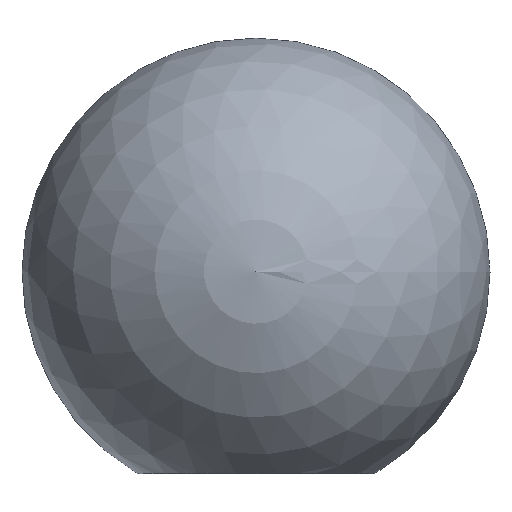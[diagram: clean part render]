
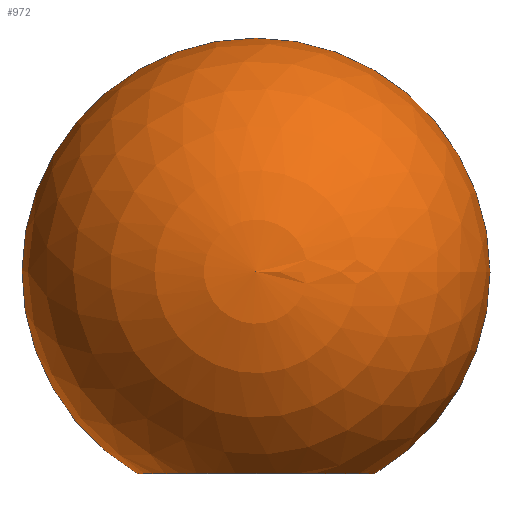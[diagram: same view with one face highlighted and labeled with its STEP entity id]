
A CAD part, top view. The second image highlights one B-rep face of the part: STEP entity #972.
In plain terms, the highlighted spherical face has radius 12.5 mm.
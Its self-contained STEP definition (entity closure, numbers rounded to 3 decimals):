
#384 = CIRCLE ( 'NONE', #9621, 12.5 ) ;
#460 = AXIS2_PLACEMENT_3D ( 'NONE', #12244, #5479, #8364 ) ;
#484 = VERTEX_POINT ( 'NONE', #11404 ) ;
#562 = FACE_OUTER_BOUND ( 'NONE', #6505, .T. ) ;
#972 = ADVANCED_FACE ( 'NONE', ( #562 ), #5655, .T. ) ;
#1412 = EDGE_CURVE ( 'NONE', #484, #12081, #7463, .T. ) ;
#3099 = VERTEX_POINT ( 'NONE', #9069 ) ;
#3409 = EDGE_CURVE ( 'NONE', #3099, #12081, #384, .T. ) ;
#3441 = DIRECTION ( 'NONE',  ( 0., 0., 1. ) ) ;
#3628 = DIRECTION ( 'NONE',  ( 0., 0., -1. ) ) ;
#3856 = DIRECTION ( 'NONE',  ( 1., 0., 0. ) ) ;
#5475 = ORIENTED_EDGE ( 'NONE', *, *, #3409, .T. ) ;
#5479 = DIRECTION ( 'NONE',  ( 0., -1., 0. ) ) ;
#5655 = SPHERICAL_SURFACE ( 'NONE', #11477, 12.5 ) ;
#5808 = ORIENTED_EDGE ( 'NONE', *, *, #10096, .F. ) ;
#5889 = CARTESIAN_POINT ( 'NONE',  ( 0., 0., 0. ) ) ;
#6357 = DIRECTION ( 'NONE',  ( 1., 0., 0. ) ) ;
#6505 = EDGE_LOOP ( 'NONE', ( #5808, #5475, #12025 ) ) ;
#7463 = CIRCLE ( 'NONE', #460, 6.35 ) ;
#8364 = DIRECTION ( 'NONE',  ( 1., 0., 0. ) ) ;
#8385 = DIRECTION ( 'NONE',  ( -1., 0., 0. ) ) ;
#8679 = CARTESIAN_POINT ( 'NONE',  ( -6.35, -10.767, 0. ) ) ;
#9069 = CARTESIAN_POINT ( 'NONE',  ( 0., 12.5, 0. ) ) ;
#9621 = AXIS2_PLACEMENT_3D ( 'NONE', #5889, #11532, #3856 ) ;
#10096 = EDGE_CURVE ( 'NONE', #3099, #484, #10667, .T. ) ;
#10667 = CIRCLE ( 'NONE', #10691, 12.5 ) ;
#10691 = AXIS2_PLACEMENT_3D ( 'NONE', #12192, #3628, #8385 ) ;
#11195 = CARTESIAN_POINT ( 'NONE',  ( 0., 0., 0. ) ) ;
#11404 = CARTESIAN_POINT ( 'NONE',  ( 6.35, -10.767, 0. ) ) ;
#11477 = AXIS2_PLACEMENT_3D ( 'NONE', #11195, #3441, #6357 ) ;
#11532 = DIRECTION ( 'NONE',  ( 0., 0., 1. ) ) ;
#12025 = ORIENTED_EDGE ( 'NONE', *, *, #1412, .F. ) ;
#12081 = VERTEX_POINT ( 'NONE', #8679 ) ;
#12192 = CARTESIAN_POINT ( 'NONE',  ( 0., 0., 0. ) ) ;
#12244 = CARTESIAN_POINT ( 'NONE',  ( 0., -10.767, 0. ) ) ;
